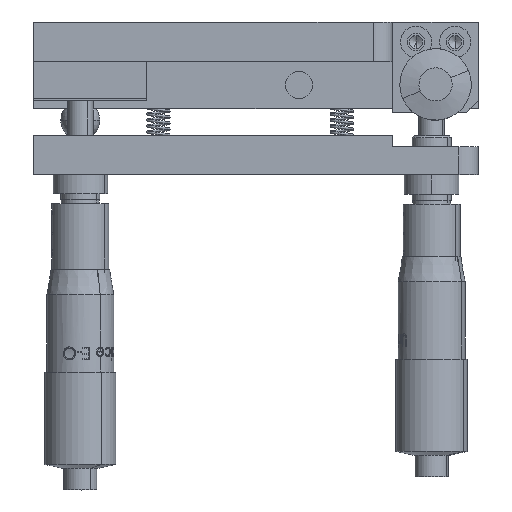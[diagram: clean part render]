
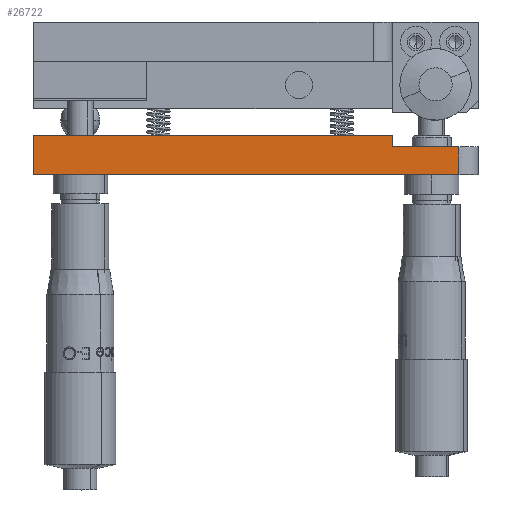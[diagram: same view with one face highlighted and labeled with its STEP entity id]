
A CAD part, top view. The second image highlights one B-rep face of the part: STEP entity #26722.
In plain terms, the highlighted planar face has unit normal (0, 0, 1).
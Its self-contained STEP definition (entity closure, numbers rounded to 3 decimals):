
#53 = DIRECTION ( 'NONE',  ( 0., 1., 0. ) ) ;
#85 = DIRECTION ( 'NONE',  ( -1., 0., 0. ) ) ;
#697 = CARTESIAN_POINT ( 'NONE',  ( 92., 7., 113.5 ) ) ;
#4247 = PLANE ( 'NONE',  #6039 ) ;
#6039 = AXIS2_PLACEMENT_3D ( 'NONE', #11919, #81443, #80112 ) ;
#10943 = ORIENTED_EDGE ( 'NONE', *, *, #44764, .T. ) ;
#11919 = CARTESIAN_POINT ( 'NONE',  ( 0., 10., 113.5 ) ) ;
#13906 = EDGE_CURVE ( 'NONE', #42248, #64621, #76191, .T. ) ;
#14082 = DIRECTION ( 'NONE',  ( 1., 0., 0. ) ) ;
#18973 = ORIENTED_EDGE ( 'NONE', *, *, #54294, .F. ) ;
#21366 = ORIENTED_EDGE ( 'NONE', *, *, #68438, .F. ) ;
#22205 = DIRECTION ( 'NONE',  ( 0., -1., 0. ) ) ;
#26722 = ADVANCED_FACE ( 'NONE', ( #38006 ), #4247, .T. ) ;
#27386 = CARTESIAN_POINT ( 'NONE',  ( 109., 0., 113.5 ) ) ;
#31005 = CARTESIAN_POINT ( 'NONE',  ( 0., 10., 113.5 ) ) ;
#33160 = VERTEX_POINT ( 'NONE', #75583 ) ;
#34179 = VECTOR ( 'NONE', #14082, 1000. ) ;
#38006 = FACE_OUTER_BOUND ( 'NONE', #79480, .T. ) ;
#38589 = EDGE_CURVE ( 'NONE', #49815, #33160, #94962, .T. ) ;
#42028 = DIRECTION ( 'NONE',  ( 0., 1., 0. ) ) ;
#42248 = VERTEX_POINT ( 'NONE', #92977 ) ;
#43165 = VECTOR ( 'NONE', #22205, 1000. ) ;
#44466 = VECTOR ( 'NONE', #53497, 1000. ) ;
#44764 = EDGE_CURVE ( 'NONE', #64621, #87197, #70513, .T. ) ;
#49815 = VERTEX_POINT ( 'NONE', #27386 ) ;
#53497 = DIRECTION ( 'NONE',  ( -1., 0., 0. ) ) ;
#54294 = EDGE_CURVE ( 'NONE', #80893, #33160, #94945, .T. ) ;
#54915 = CARTESIAN_POINT ( 'NONE',  ( 92., 7., 113.5 ) ) ;
#61960 = ORIENTED_EDGE ( 'NONE', *, *, #89158, .T. ) ;
#63961 = CARTESIAN_POINT ( 'NONE',  ( 109., 10., 113.5 ) ) ;
#64621 = VERTEX_POINT ( 'NONE', #93837 ) ;
#64700 = LINE ( 'NONE', #74834, #44466 ) ;
#66410 = VECTOR ( 'NONE', #42028, 1000. ) ;
#67514 = CARTESIAN_POINT ( 'NONE',  ( 0., 10., 113.5 ) ) ;
#68438 = EDGE_CURVE ( 'NONE', #49815, #87197, #64700, .T. ) ;
#70112 = ORIENTED_EDGE ( 'NONE', *, *, #13906, .T. ) ;
#70513 = LINE ( 'NONE', #67514, #43165 ) ;
#73707 = LINE ( 'NONE', #697, #86779 ) ;
#74834 = CARTESIAN_POINT ( 'NONE',  ( 0., 0., 113.5 ) ) ;
#75583 = CARTESIAN_POINT ( 'NONE',  ( 109., 7., 113.5 ) ) ;
#76191 = LINE ( 'NONE', #31005, #77327 ) ;
#77327 = VECTOR ( 'NONE', #85, 1000. ) ;
#79480 = EDGE_LOOP ( 'NONE', ( #21366, #95805, #18973, #61960, #70112, #10943 ) ) ;
#80112 = DIRECTION ( 'NONE',  ( -1., 0., 0. ) ) ;
#80893 = VERTEX_POINT ( 'NONE', #54915 ) ;
#81443 = DIRECTION ( 'NONE',  ( 0., 0., 1. ) ) ;
#86779 = VECTOR ( 'NONE', #53, 1000. ) ;
#87197 = VERTEX_POINT ( 'NONE', #87201 ) ;
#87201 = CARTESIAN_POINT ( 'NONE',  ( 0., 0., 113.5 ) ) ;
#89158 = EDGE_CURVE ( 'NONE', #80893, #42248, #73707, .T. ) ;
#90298 = CARTESIAN_POINT ( 'NONE',  ( 92., 7., 113.5 ) ) ;
#92977 = CARTESIAN_POINT ( 'NONE',  ( 92., 10., 113.5 ) ) ;
#93837 = CARTESIAN_POINT ( 'NONE',  ( 0., 10., 113.5 ) ) ;
#94945 = LINE ( 'NONE', #90298, #34179 ) ;
#94962 = LINE ( 'NONE', #63961, #66410 ) ;
#95805 = ORIENTED_EDGE ( 'NONE', *, *, #38589, .T. ) ;
